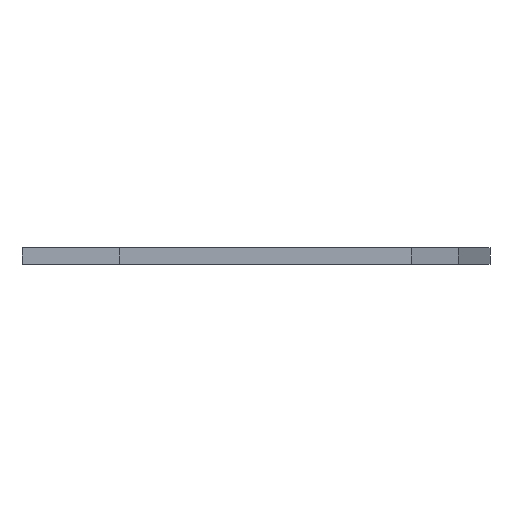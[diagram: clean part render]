
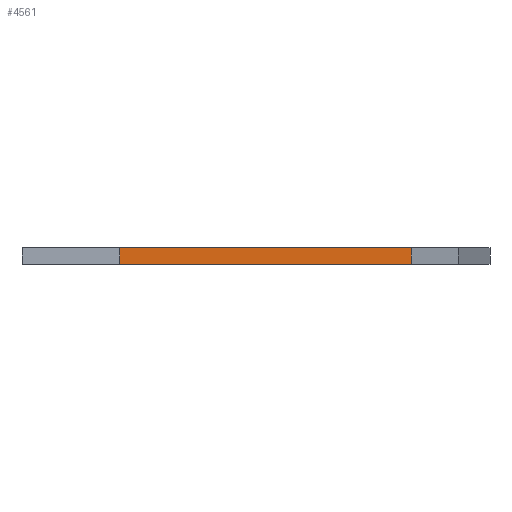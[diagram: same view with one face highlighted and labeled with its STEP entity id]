
A CAD part, front view. The second image highlights one B-rep face of the part: STEP entity #4561.
In plain terms, the highlighted planar face has unit normal (0, -1, 0).
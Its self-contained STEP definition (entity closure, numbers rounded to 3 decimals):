
#83 = PLANE('',#84);
#84 = AXIS2_PLACEMENT_3D('',#85,#86,#87);
#85 = CARTESIAN_POINT('',(37.866,-56.456,1.6));
#86 = DIRECTION('',(-0.,-0.,-1.));
#87 = DIRECTION('',(-1.,0.,0.));
#137 = PLANE('',#138);
#138 = AXIS2_PLACEMENT_3D('',#139,#140,#141);
#139 = CARTESIAN_POINT('',(37.866,-56.456,0.));
#140 = DIRECTION('',(-0.,-0.,-1.));
#141 = DIRECTION('',(-1.,0.,0.));
#170 = PLANE('',#171);
#171 = AXIS2_PLACEMENT_3D('',#172,#173,#174);
#172 = CARTESIAN_POINT('',(25.8,-104.1,0.));
#173 = DIRECTION('',(0.,-1.,0.));
#174 = DIRECTION('',(-1.,0.,0.));
#666 = VERTEX_POINT('',#667);
#667 = CARTESIAN_POINT('',(53.5,-104.1,0.));
#681 = PLANE('',#682);
#682 = AXIS2_PLACEMENT_3D('',#683,#684,#685);
#683 = CARTESIAN_POINT('',(58.,-96.5,0.));
#684 = DIRECTION('',(0.86,-0.509,0.));
#685 = DIRECTION('',(-0.509,-0.86,0.));
#693 = EDGE_CURVE('',#666,#694,#696,.T.);
#694 = VERTEX_POINT('',#695);
#695 = CARTESIAN_POINT('',(25.8,-104.1,0.));
#696 = SURFACE_CURVE('',#697,(#701,#708),.PCURVE_S1.);
#697 = LINE('',#698,#699);
#698 = CARTESIAN_POINT('',(53.5,-104.1,0.));
#699 = VECTOR('',#700,1.);
#700 = DIRECTION('',(-1.,0.,0.));
#701 = PCURVE('',#137,#702);
#702 = DEFINITIONAL_REPRESENTATION('',(#703),#707);
#703 = LINE('',#704,#705);
#704 = CARTESIAN_POINT('',(-15.634,-47.644));
#705 = VECTOR('',#706,1.);
#706 = DIRECTION('',(1.,0.));
#707 = ( GEOMETRIC_REPRESENTATION_CONTEXT(2) 
PARAMETRIC_REPRESENTATION_CONTEXT() REPRESENTATION_CONTEXT('2D SPACE',''
  ) );
#708 = PCURVE('',#709,#714);
#709 = PLANE('',#710);
#710 = AXIS2_PLACEMENT_3D('',#711,#712,#713);
#711 = CARTESIAN_POINT('',(53.5,-104.1,0.));
#712 = DIRECTION('',(0.,-1.,0.));
#713 = DIRECTION('',(-1.,0.,0.));
#714 = DEFINITIONAL_REPRESENTATION('',(#715),#719);
#715 = LINE('',#716,#717);
#716 = CARTESIAN_POINT('',(0.,-0.));
#717 = VECTOR('',#718,1.);
#718 = DIRECTION('',(1.,0.));
#719 = ( GEOMETRIC_REPRESENTATION_CONTEXT(2) 
PARAMETRIC_REPRESENTATION_CONTEXT() REPRESENTATION_CONTEXT('2D SPACE',''
  ) );
#2877 = VERTEX_POINT('',#2878);
#2878 = CARTESIAN_POINT('',(53.5,-104.1,1.6));
#2899 = EDGE_CURVE('',#2877,#2900,#2902,.T.);
#2900 = VERTEX_POINT('',#2901);
#2901 = CARTESIAN_POINT('',(25.8,-104.1,1.6));
#2902 = SURFACE_CURVE('',#2903,(#2907,#2914),.PCURVE_S1.);
#2903 = LINE('',#2904,#2905);
#2904 = CARTESIAN_POINT('',(53.5,-104.1,1.6));
#2905 = VECTOR('',#2906,1.);
#2906 = DIRECTION('',(-1.,0.,0.));
#2907 = PCURVE('',#83,#2908);
#2908 = DEFINITIONAL_REPRESENTATION('',(#2909),#2913);
#2909 = LINE('',#2910,#2911);
#2910 = CARTESIAN_POINT('',(-15.634,-47.644));
#2911 = VECTOR('',#2912,1.);
#2912 = DIRECTION('',(1.,0.));
#2913 = ( GEOMETRIC_REPRESENTATION_CONTEXT(2) 
PARAMETRIC_REPRESENTATION_CONTEXT() REPRESENTATION_CONTEXT('2D SPACE',''
  ) );
#2914 = PCURVE('',#709,#2915);
#2915 = DEFINITIONAL_REPRESENTATION('',(#2916),#2920);
#2916 = LINE('',#2917,#2918);
#2917 = CARTESIAN_POINT('',(0.,-1.6));
#2918 = VECTOR('',#2919,1.);
#2919 = DIRECTION('',(1.,0.));
#2920 = ( GEOMETRIC_REPRESENTATION_CONTEXT(2) 
PARAMETRIC_REPRESENTATION_CONTEXT() REPRESENTATION_CONTEXT('2D SPACE',''
  ) );
#4511 = EDGE_CURVE('',#694,#2900,#4512,.T.);
#4512 = SURFACE_CURVE('',#4513,(#4517,#4524),.PCURVE_S1.);
#4513 = LINE('',#4514,#4515);
#4514 = CARTESIAN_POINT('',(25.8,-104.1,0.));
#4515 = VECTOR('',#4516,1.);
#4516 = DIRECTION('',(0.,0.,1.));
#4517 = PCURVE('',#170,#4518);
#4518 = DEFINITIONAL_REPRESENTATION('',(#4519),#4523);
#4519 = LINE('',#4520,#4521);
#4520 = CARTESIAN_POINT('',(0.,-0.));
#4521 = VECTOR('',#4522,1.);
#4522 = DIRECTION('',(0.,-1.));
#4523 = ( GEOMETRIC_REPRESENTATION_CONTEXT(2) 
PARAMETRIC_REPRESENTATION_CONTEXT() REPRESENTATION_CONTEXT('2D SPACE',''
  ) );
#4524 = PCURVE('',#709,#4525);
#4525 = DEFINITIONAL_REPRESENTATION('',(#4526),#4530);
#4526 = LINE('',#4527,#4528);
#4527 = CARTESIAN_POINT('',(27.7,0.));
#4528 = VECTOR('',#4529,1.);
#4529 = DIRECTION('',(0.,-1.));
#4530 = ( GEOMETRIC_REPRESENTATION_CONTEXT(2) 
PARAMETRIC_REPRESENTATION_CONTEXT() REPRESENTATION_CONTEXT('2D SPACE',''
  ) );
#4561 = ADVANCED_FACE('',(#4562),#709,.T.);
#4562 = FACE_BOUND('',#4563,.T.);
#4563 = EDGE_LOOP('',(#4564,#4585,#4586,#4587));
#4564 = ORIENTED_EDGE('',*,*,#4565,.T.);
#4565 = EDGE_CURVE('',#666,#2877,#4566,.T.);
#4566 = SURFACE_CURVE('',#4567,(#4571,#4578),.PCURVE_S1.);
#4567 = LINE('',#4568,#4569);
#4568 = CARTESIAN_POINT('',(53.5,-104.1,0.));
#4569 = VECTOR('',#4570,1.);
#4570 = DIRECTION('',(0.,0.,1.));
#4571 = PCURVE('',#709,#4572);
#4572 = DEFINITIONAL_REPRESENTATION('',(#4573),#4577);
#4573 = LINE('',#4574,#4575);
#4574 = CARTESIAN_POINT('',(0.,-0.));
#4575 = VECTOR('',#4576,1.);
#4576 = DIRECTION('',(0.,-1.));
#4577 = ( GEOMETRIC_REPRESENTATION_CONTEXT(2) 
PARAMETRIC_REPRESENTATION_CONTEXT() REPRESENTATION_CONTEXT('2D SPACE',''
  ) );
#4578 = PCURVE('',#681,#4579);
#4579 = DEFINITIONAL_REPRESENTATION('',(#4580),#4584);
#4580 = LINE('',#4581,#4582);
#4581 = CARTESIAN_POINT('',(8.832,0.));
#4582 = VECTOR('',#4583,1.);
#4583 = DIRECTION('',(0.,-1.));
#4584 = ( GEOMETRIC_REPRESENTATION_CONTEXT(2) 
PARAMETRIC_REPRESENTATION_CONTEXT() REPRESENTATION_CONTEXT('2D SPACE',''
  ) );
#4585 = ORIENTED_EDGE('',*,*,#2899,.T.);
#4586 = ORIENTED_EDGE('',*,*,#4511,.F.);
#4587 = ORIENTED_EDGE('',*,*,#693,.F.);
